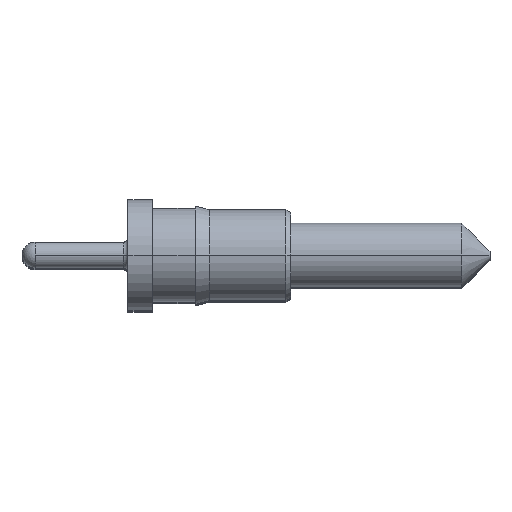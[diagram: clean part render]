
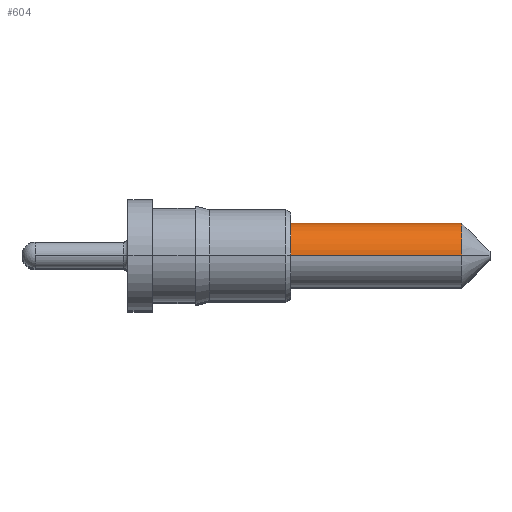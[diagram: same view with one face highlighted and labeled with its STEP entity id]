
A CAD part, top view. The second image highlights one B-rep face of the part: STEP entity #604.
In plain terms, the highlighted cylindrical face has radius 0.531 mm (diameter 1.062 mm), a partial arc.
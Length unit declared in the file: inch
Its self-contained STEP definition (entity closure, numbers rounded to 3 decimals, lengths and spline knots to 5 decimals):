
#21=CARTESIAN_POINT('',(0.106,0.,0.));
#22=DIRECTION('',(-1.,0.,0.));
#23=DIRECTION('',(0.,0.,1.));
#24=AXIS2_PLACEMENT_3D('',#21,#22,#23);
#200=DIRECTION('',(1.,0.,0.));
#201=VECTOR('',#200,0.1116);
#202=CARTESIAN_POINT('',(0.106,0.,0.0209));
#203=LINE('',#202,#201);
#208=CARTESIAN_POINT('',(0.2176,0.,0.));
#209=DIRECTION('',(1.,0.,0.));
#210=DIRECTION('',(0.,0.,-1.));
#211=AXIS2_PLACEMENT_3D('',#208,#209,#210);
#232=DIRECTION('',(1.,0.,0.));
#233=VECTOR('',#232,0.1116);
#234=CARTESIAN_POINT('',(0.106,0.,-0.0209));
#235=LINE('',#234,#233);
#272=CARTESIAN_POINT('',(0.106,0.,0.0209));
#273=CARTESIAN_POINT('',(0.2176,0.,0.0209));
#274=VERTEX_POINT('',#272);
#275=VERTEX_POINT('',#273);
#276=CARTESIAN_POINT('',(0.2176,0.,-0.0209));
#277=VERTEX_POINT('',#276);
#286=CARTESIAN_POINT('',(0.106,0.,-0.0209));
#287=VERTEX_POINT('',#286);
#590=CARTESIAN_POINT('',(0.,0.,0.));
#591=DIRECTION('',(-1.,0.,0.));
#592=DIRECTION('',(0.,0.,1.));
#593=AXIS2_PLACEMENT_3D('',#590,#591,#592);
#594=CYLINDRICAL_SURFACE('',#593,0.0209);
#596=ORIENTED_EDGE('',*,*,#595,.T.);
#598=ORIENTED_EDGE('',*,*,#597,.F.);
#599=ORIENTED_EDGE('',*,*,#324,.T.);
#601=ORIENTED_EDGE('',*,*,#600,.T.);
#602=EDGE_LOOP('',(#596,#598,#599,#601));
#603=FACE_OUTER_BOUND('',#602,.F.);
#604=ADVANCED_FACE('',(#603),#594,.T.);
#25=CIRCLE('',#24,0.0209);
#212=CIRCLE('',#211,0.0209);
#324=EDGE_CURVE('',#274,#287,#25,.T.);
#595=EDGE_CURVE('',#277,#275,#212,.T.);
#597=EDGE_CURVE('',#274,#275,#203,.T.);
#600=EDGE_CURVE('',#287,#277,#235,.T.);
